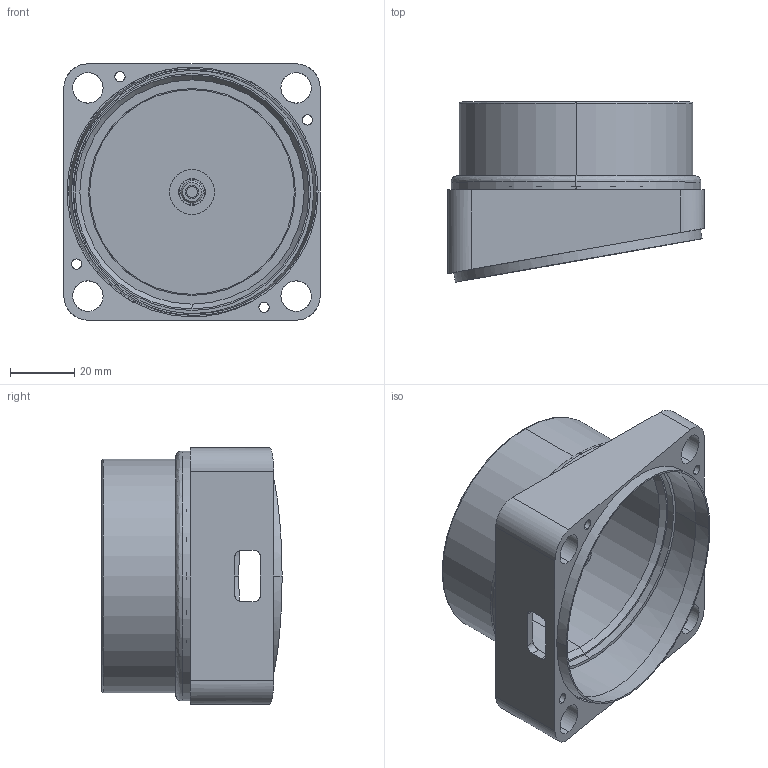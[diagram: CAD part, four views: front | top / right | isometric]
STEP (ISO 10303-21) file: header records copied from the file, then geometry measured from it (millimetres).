
FILE_DESCRIPTION((''),'2;1');
FILE_NAME('075367A_ASM_ASM','2008-09-30T',('mabamberg'),(''),'PRO/ENGINEER BY PARAMETRIC TECHNOLOGY CORPORATION, 2006300','PRO/ENGINEER BY PARAMETRIC TECHNOLOGY CORPORATION, 2006300','');
FILE_SCHEMA(('CONFIG_CONTROL_DESIGN'));
Length unit declared in the file: millimetre
Products named in the file (4): 041980T_20; 046579D_11; 075367A_ASM_12_ASM; 075367A_ASM_ASM
Assembly tree (3 placements, depth 3):
  075367A_ASM_ASM
    075367A_ASM_12_ASM
      041980T_20
      046579D_11
Bounding box: 80 x 56.24 x 80 mm (x, y, z)
Volume: 46407.7 mm3; surface area: 42642.3 mm2
Topology: 2 solids, 2 shells, 99 faces, 231 edges, 152 vertices
Faces by surface type: cylinder 56, plane 29, extrusion 4, revolution 4, cone 4, bspline 2
Entity records: 4390 total; most frequent: CARTESIAN_POINT 1222, DIRECTION 483, ORIENTED_EDGE 462, PRESENTATION_STYLE_ASSIGNMENT 233, STYLED_ITEM 233, CURVE_STYLE 231, EDGE_CURVE 231, AXIS2_PLACEMENT_3D 194
